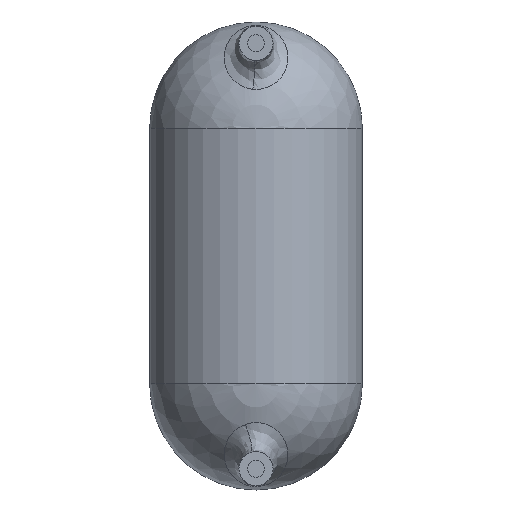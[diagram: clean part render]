
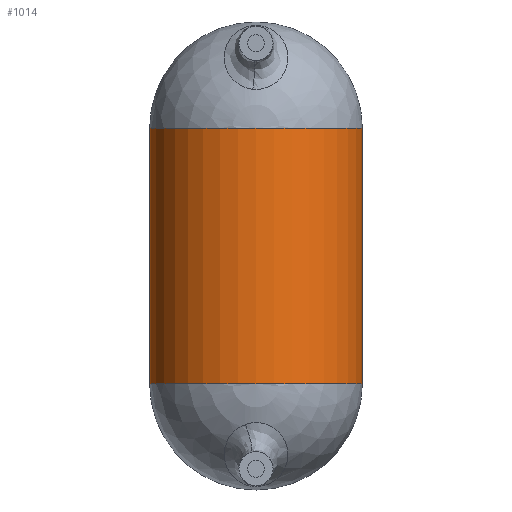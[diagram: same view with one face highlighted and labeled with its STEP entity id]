
A CAD part, front view. The second image highlights one B-rep face of the part: STEP entity #1014.
In plain terms, the highlighted cylindrical face has radius 5 mm (diameter 10 mm), a partial arc.
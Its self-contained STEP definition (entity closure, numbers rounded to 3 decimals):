
#9 = AXIS2_PLACEMENT_3D ( 'NONE', #454, #579, #443 ) ;
#100 = DIRECTION ( 'NONE',  ( 0., 0., -1. ) ) ;
#142 = ORIENTED_EDGE ( 'NONE', *, *, #1150, .T. ) ;
#174 = EDGE_CURVE ( 'NONE', #1105, #1358, #1061, .T. ) ;
#306 = EDGE_CURVE ( 'NONE', #1690, #1358, #544, .T. ) ;
#315 = CARTESIAN_POINT ( 'NONE',  ( 5., 0., 22. ) ) ;
#336 = ORIENTED_EDGE ( 'NONE', *, *, #174, .T. ) ;
#346 = EDGE_CURVE ( 'NONE', #1690, #1437, #901, .T. ) ;
#393 = LINE ( 'NONE', #902, #1299 ) ;
#403 = AXIS2_PLACEMENT_3D ( 'NONE', #412, #1330, #551 ) ;
#412 = CARTESIAN_POINT ( 'NONE',  ( 0., 0., 22. ) ) ;
#443 = DIRECTION ( 'NONE',  ( -1., 0., 0. ) ) ;
#454 = CARTESIAN_POINT ( 'NONE',  ( 0., 0., 5. ) ) ;
#504 = ORIENTED_EDGE ( 'NONE', *, *, #346, .T. ) ;
#519 = ORIENTED_EDGE ( 'NONE', *, *, #306, .F. ) ;
#544 = LINE ( 'NONE', #315, #639 ) ;
#551 = DIRECTION ( 'NONE',  ( -1., 0., 0. ) ) ;
#579 = DIRECTION ( 'NONE',  ( 0., 0., 1. ) ) ;
#611 = AXIS2_PLACEMENT_3D ( 'NONE', #618, #879, #1516 ) ;
#618 = CARTESIAN_POINT ( 'NONE',  ( 0., 0., 17. ) ) ;
#639 = VECTOR ( 'NONE', #978, 1000. ) ;
#858 = CARTESIAN_POINT ( 'NONE',  ( -5., 0., 17. ) ) ;
#879 = DIRECTION ( 'NONE',  ( 0., 0., -1. ) ) ;
#901 = CIRCLE ( 'NONE', #611, 5. ) ;
#902 = CARTESIAN_POINT ( 'NONE',  ( -5., 0., 22. ) ) ;
#978 = DIRECTION ( 'NONE',  ( 0., 0., -1. ) ) ;
#996 = CARTESIAN_POINT ( 'NONE',  ( 5., 0., 17. ) ) ;
#1014 = ADVANCED_FACE ( 'NONE', ( #1039 ), #1125, .T. ) ;
#1039 = FACE_OUTER_BOUND ( 'NONE', #1503, .T. ) ;
#1061 = CIRCLE ( 'NONE', #9, 5. ) ;
#1105 = VERTEX_POINT ( 'NONE', #1209 ) ;
#1125 = CYLINDRICAL_SURFACE ( 'NONE', #403, 5. ) ;
#1150 = EDGE_CURVE ( 'NONE', #1437, #1105, #393, .T. ) ;
#1209 = CARTESIAN_POINT ( 'NONE',  ( -5., 0., 5. ) ) ;
#1299 = VECTOR ( 'NONE', #100, 1000. ) ;
#1330 = DIRECTION ( 'NONE',  ( 0., 0., -1. ) ) ;
#1347 = CARTESIAN_POINT ( 'NONE',  ( 5., 0., 5. ) ) ;
#1358 = VERTEX_POINT ( 'NONE', #1347 ) ;
#1437 = VERTEX_POINT ( 'NONE', #858 ) ;
#1503 = EDGE_LOOP ( 'NONE', ( #142, #336, #519, #504 ) ) ;
#1516 = DIRECTION ( 'NONE',  ( -1., 0., 0. ) ) ;
#1690 = VERTEX_POINT ( 'NONE', #996 ) ;
